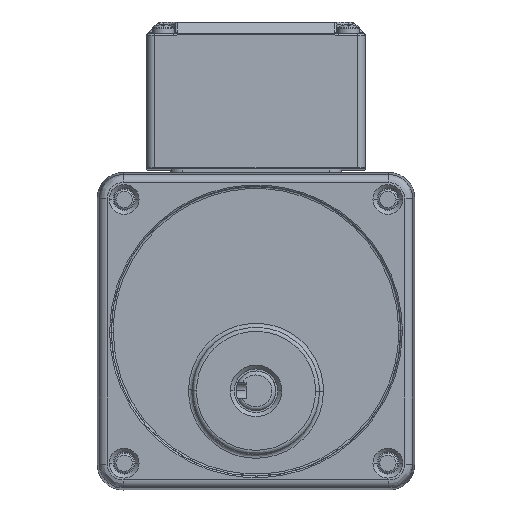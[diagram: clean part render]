
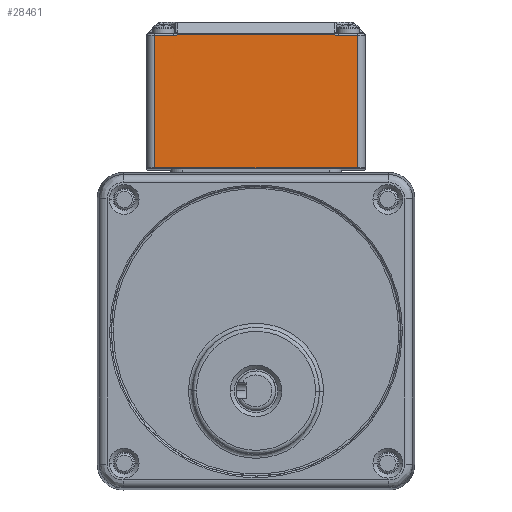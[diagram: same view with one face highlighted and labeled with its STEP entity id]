
A CAD part, front view. The second image highlights one B-rep face of the part: STEP entity #28461.
In plain terms, the highlighted planar face has unit normal (0, -1, 0.008).
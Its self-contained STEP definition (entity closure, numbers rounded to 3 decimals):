
#155 = CARTESIAN_POINT ( 'NONE',  ( 25.5, -3.888, 74.48 ) ) ;
#699 = LINE ( 'NONE', #37849, #31630 ) ;
#987 = CARTESIAN_POINT ( 'NONE',  ( -20.176, -3.886, 74.593 ) ) ;
#1087 = LINE ( 'NONE', #36125, #5463 ) ;
#1601 = CARTESIAN_POINT ( 'NONE',  ( 19.835, -3.885, 74.773 ) ) ;
#2031 = VECTOR ( 'NONE', #30019, 1000. ) ;
#2089 = LINE ( 'NONE', #13790, #24223 ) ;
#2459 = CARTESIAN_POINT ( 'NONE',  ( 19.835, -3.885, 74.773 ) ) ;
#2870 = CARTESIAN_POINT ( 'NONE',  ( 20.141, -3.887, 74.611 ) ) ;
#3186 = EDGE_CURVE ( 'NONE', #28183, #22662, #18111, .T. ) ;
#3254 = CARTESIAN_POINT ( 'NONE',  ( 20.424, -3.888, 74.511 ) ) ;
#4759 = DIRECTION ( 'NONE',  ( 0., -0.008, -1. ) ) ;
#5251 = EDGE_CURVE ( 'NONE', #6553, #28183, #11722, .T. ) ;
#5290 = VERTEX_POINT ( 'NONE', #9046 ) ;
#5463 = VECTOR ( 'NONE', #4759, 1000. ) ;
#6165 = CARTESIAN_POINT ( 'NONE',  ( 20.198, -3.887, 74.585 ) ) ;
#6553 = VERTEX_POINT ( 'NONE', #36154 ) ;
#7125 = CARTESIAN_POINT ( 'NONE',  ( -20.622, -3.887, 74.483 ) ) ;
#7461 = CARTESIAN_POINT ( 'NONE',  ( 25.5, -4.161, 41.181 ) ) ;
#7527 =( BOUNDED_CURVE ( )  B_SPLINE_CURVE ( 3, ( #34057, #12113, #2459, #37139, #9021, #40011, #24805, #28289, #24998, #24402, #9208, #40425, #21515, #30983, #21710, #2870, #6165, #40604, #12494, #3254, #34493, #36939, #8834, #21329 ),
 .UNSPECIFIED., .F., .F. ) 
 B_SPLINE_CURVE_WITH_KNOTS ( ( 4, 1, 1, 1, 1, 1, 1, 1, 1, 1, 1, 1, 1, 1, 1, 1, 1, 1, 1, 1, 1, 4 ),
 ( 0., 0.006, 0.036, 0.064, 0.092, 0.12, 0.148, 0.177, 0.208, 0.242, 0.279, 0.32, 0.364, 0.412, 0.465, 0.524, 0.59, 0.663, 0.745, 0.834, 0.932, 1. ),
 .UNSPECIFIED. ) 
 CURVE ( )  GEOMETRIC_REPRESENTATION_ITEM ( )  RATIONAL_B_SPLINE_CURVE ( ( 1.172, 1.172, 1.172, 1.172, 1.172, 1.172, 1.172, 1.172, 1.172, 1.172, 1.172, 1.172, 1.172, 1.172, 1.172, 1.172, 1.172, 1.172, 1.172, 1.172, 1.172, 1.172, 1.172, 1.172 ) ) 
 REPRESENTATION_ITEM ( '' )  );
#8005 = EDGE_CURVE ( 'NONE', #40285, #5290, #7527, .T. ) ;
#8513 = ORIENTED_EDGE ( 'NONE', *, *, #35168, .T. ) ;
#8834 = CARTESIAN_POINT ( 'NONE',  ( 20.675, -3.888, 74.48 ) ) ;
#9021 = CARTESIAN_POINT ( 'NONE',  ( 19.839, -3.886, 74.772 ) ) ;
#9046 = CARTESIAN_POINT ( 'NONE',  ( 20.701, -3.888, 74.48 ) ) ;
#9208 = CARTESIAN_POINT ( 'NONE',  ( 19.944, -3.886, 74.717 ) ) ;
#9714 = VERTEX_POINT ( 'NONE', #155 ) ;
#10212 = ORIENTED_EDGE ( 'NONE', *, *, #15404, .F. ) ;
#10803 = EDGE_LOOP ( 'NONE', ( #8513, #36684, #20647, #10212, #21141, #32128, #31327, #26683 ) ) ;
#11294 = LINE ( 'NONE', #14796, #15856 ) ;
#11722 = LINE ( 'NONE', #33689, #13291 ) ;
#12113 = CARTESIAN_POINT ( 'NONE',  ( 19.835, -3.885, 74.773 ) ) ;
#12494 = CARTESIAN_POINT ( 'NONE',  ( 20.339, -3.887, 74.534 ) ) ;
#13291 = VECTOR ( 'NONE', #40251, 1000. ) ;
#13489 = CARTESIAN_POINT ( 'NONE',  ( -20.107, -3.885, 74.626 ) ) ;
#13679 = CARTESIAN_POINT ( 'NONE',  ( -19.835, -3.885, 74.773 ) ) ;
#13790 = CARTESIAN_POINT ( 'NONE',  ( -19.835, -3.885, 74.773 ) ) ;
#14208 = DIRECTION ( 'NONE',  ( 1., 0., 0. ) ) ;
#14364 = DIRECTION ( 'NONE',  ( 0., -0.008, -1. ) ) ;
#14796 = CARTESIAN_POINT ( 'NONE',  ( -25.5, -3.888, 74.48 ) ) ;
#15404 = EDGE_CURVE ( 'NONE', #5290, #9714, #699, .T. ) ;
#15856 = VECTOR ( 'NONE', #14364, 1000. ) ;
#16725 = DIRECTION ( 'NONE',  ( 1., 0., 0. ) ) ;
#17201 = DIRECTION ( 'NONE',  ( 0., -1., 0.008 ) ) ;
#18111 = B_SPLINE_CURVE_WITH_KNOTS ( 'NONE', 3,
 ( #22718, #7125, #19445, #25799, #29081, #987, #13489, #31958, #38093, #13679 ),
 .UNSPECIFIED., .F., .F.,
 ( 4, 2, 2, 2, 4 ),
 ( 0., 0.25, 0.5, 0.75, 1. ),
 .UNSPECIFIED. ) ;
#19400 = EDGE_CURVE ( 'NONE', #22662, #40285, #2089, .T. ) ;
#19445 = CARTESIAN_POINT ( 'NONE',  ( -20.543, -3.887, 74.488 ) ) ;
#19970 = LINE ( 'NONE', #7461, #2031 ) ;
#20647 = ORIENTED_EDGE ( 'NONE', *, *, #36240, .F. ) ;
#20720 = CARTESIAN_POINT ( 'NONE',  ( -20.701, -3.888, 74.48 ) ) ;
#21141 = ORIENTED_EDGE ( 'NONE', *, *, #8005, .F. ) ;
#21329 = CARTESIAN_POINT ( 'NONE',  ( 20.701, -3.888, 74.48 ) ) ;
#21515 = CARTESIAN_POINT ( 'NONE',  ( 20.008, -3.886, 74.68 ) ) ;
#21710 = CARTESIAN_POINT ( 'NONE',  ( 20.091, -3.887, 74.636 ) ) ;
#22662 = VERTEX_POINT ( 'NONE', #31375 ) ;
#22718 = CARTESIAN_POINT ( 'NONE',  ( -20.701, -3.888, 74.48 ) ) ;
#22927 = DIRECTION ( 'NONE',  ( -1., 0., 0. ) ) ;
#23475 = VERTEX_POINT ( 'NONE', #29562 ) ;
#24223 = VECTOR ( 'NONE', #14208, 1000. ) ;
#24402 = CARTESIAN_POINT ( 'NONE',  ( 19.918, -3.886, 74.733 ) ) ;
#24805 = CARTESIAN_POINT ( 'NONE',  ( 19.859, -3.886, 74.764 ) ) ;
#24998 = CARTESIAN_POINT ( 'NONE',  ( 19.895, -3.886, 74.746 ) ) ;
#25799 = CARTESIAN_POINT ( 'NONE',  ( -20.392, -3.886, 74.516 ) ) ;
#26683 = ORIENTED_EDGE ( 'NONE', *, *, #5251, .F. ) ;
#27607 = AXIS2_PLACEMENT_3D ( 'NONE', #35673, #17201, #22927 ) ;
#28183 = VERTEX_POINT ( 'NONE', #20720 ) ;
#28289 = CARTESIAN_POINT ( 'NONE',  ( 19.875, -3.886, 74.756 ) ) ;
#28461 = ADVANCED_FACE ( 'NONE', ( #38952 ), #29509, .T. ) ;
#28959 = EDGE_CURVE ( 'NONE', #23475, #30801, #19970, .T. ) ;
#29081 = CARTESIAN_POINT ( 'NONE',  ( -20.319, -3.886, 74.538 ) ) ;
#29509 = PLANE ( 'NONE',  #27607 ) ;
#29562 = CARTESIAN_POINT ( 'NONE',  ( 25.5, -4.161, 41.181 ) ) ;
#30019 = DIRECTION ( 'NONE',  ( -1., 0., 0. ) ) ;
#30801 = VERTEX_POINT ( 'NONE', #39824 ) ;
#30983 = CARTESIAN_POINT ( 'NONE',  ( 20.047, -3.886, 74.659 ) ) ;
#31327 = ORIENTED_EDGE ( 'NONE', *, *, #3186, .F. ) ;
#31375 = CARTESIAN_POINT ( 'NONE',  ( -19.835, -3.885, 74.773 ) ) ;
#31630 = VECTOR ( 'NONE', #16725, 1000. ) ;
#31958 = CARTESIAN_POINT ( 'NONE',  ( -19.971, -3.885, 74.7 ) ) ;
#32128 = ORIENTED_EDGE ( 'NONE', *, *, #19400, .F. ) ;
#33689 = CARTESIAN_POINT ( 'NONE',  ( -25.5, -3.888, 74.48 ) ) ;
#34057 = CARTESIAN_POINT ( 'NONE',  ( 19.835, -3.885, 74.773 ) ) ;
#34493 = CARTESIAN_POINT ( 'NONE',  ( 20.521, -3.888, 74.492 ) ) ;
#35168 = EDGE_CURVE ( 'NONE', #6553, #30801, #11294, .T. ) ;
#35673 = CARTESIAN_POINT ( 'NONE',  ( 0., -4.163, 40.981 ) ) ;
#36125 = CARTESIAN_POINT ( 'NONE',  ( 25.5, -3.888, 74.48 ) ) ;
#36154 = CARTESIAN_POINT ( 'NONE',  ( -25.5, -3.888, 74.48 ) ) ;
#36240 = EDGE_CURVE ( 'NONE', #9714, #23475, #1087, .T. ) ;
#36684 = ORIENTED_EDGE ( 'NONE', *, *, #28959, .F. ) ;
#36939 = CARTESIAN_POINT ( 'NONE',  ( 20.614, -3.888, 74.482 ) ) ;
#37139 = CARTESIAN_POINT ( 'NONE',  ( 19.835, -3.885, 74.773 ) ) ;
#37849 = CARTESIAN_POINT ( 'NONE',  ( 20.701, -3.888, 74.48 ) ) ;
#38093 = CARTESIAN_POINT ( 'NONE',  ( -19.905, -3.884, 74.743 ) ) ;
#38952 = FACE_OUTER_BOUND ( 'NONE', #10803, .T. ) ;
#39824 = CARTESIAN_POINT ( 'NONE',  ( -25.5, -4.161, 41.181 ) ) ;
#40011 = CARTESIAN_POINT ( 'NONE',  ( 19.847, -3.886, 74.769 ) ) ;
#40251 = DIRECTION ( 'NONE',  ( 1., 0., 0. ) ) ;
#40285 = VERTEX_POINT ( 'NONE', #1601 ) ;
#40425 = CARTESIAN_POINT ( 'NONE',  ( 19.974, -3.886, 74.7 ) ) ;
#40604 = CARTESIAN_POINT ( 'NONE',  ( 20.264, -3.887, 74.559 ) ) ;
